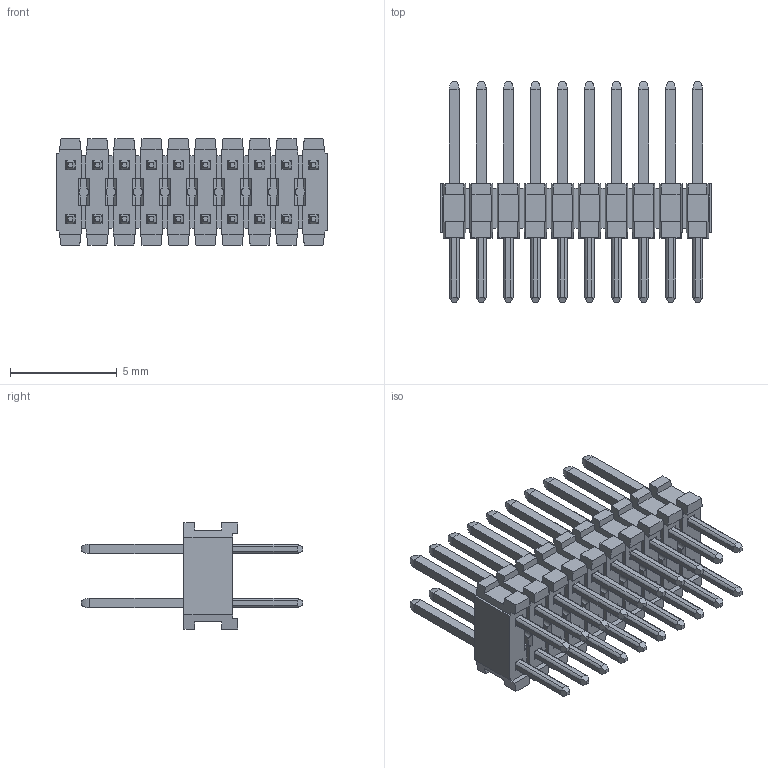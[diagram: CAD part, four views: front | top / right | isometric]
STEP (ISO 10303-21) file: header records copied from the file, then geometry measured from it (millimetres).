
FILE_DESCRIPTION (( 'STEP AP203' ), '1' );
FILE_NAME ('TMS-110-02-X-D .step', '2010-12-20T14:01:03', ( 'Samtec' ), ( 'SAMTEC' ), 'SwSTEP 2.0', 'SolidWorks 2010', '' );
FILE_SCHEMA (( 'CONFIG_CONTROL_DESIGN' ));
Length unit declared in the file: inch
Products named in the file (3): T-1M6-XX_-02; HTMS-50-D_C3D; TMS-110-02-X-D 
Assembly tree (21 placements, depth 2):
  TMS-110-02-X-D 
    HTMS-50-D_C3D
    T-1M6-XX_-02  x20
Bounding box: 12.7 x 10.41 x 4.98 mm (x, y, z)
Volume: 151.7 mm3; surface area: 766.2 mm2
Topology: 21 solids, 21 shells, 1076 faces, 2870 edges, 1836 vertices
Faces by surface type: plane 898, cylinder 178
Entity records: 21243 total; most frequent: CARTESIAN_POINT 3730, ORIENTED_EDGE 3612, DIRECTION 3162, EDGE_CURVE 1806, VECTOR 1754, LINE 1754, VERTEX_POINT 1152, AXIS2_PLACEMENT_3D 704
